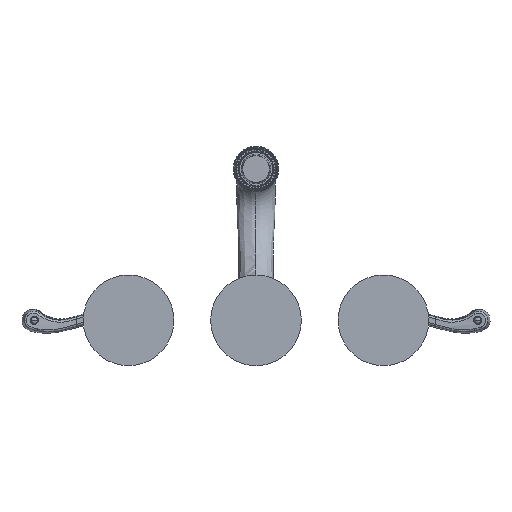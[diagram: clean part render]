
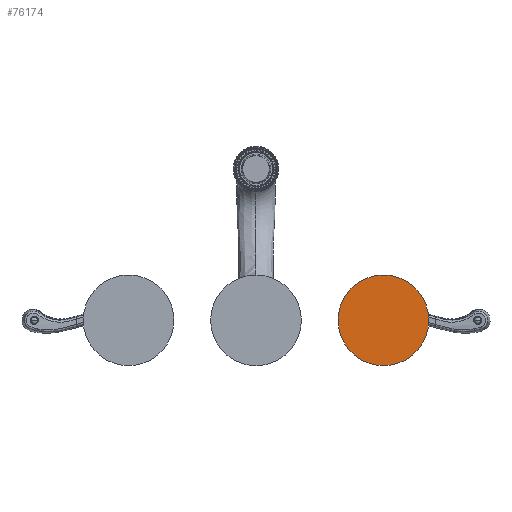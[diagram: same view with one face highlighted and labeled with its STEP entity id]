
A CAD part, front view. The second image highlights one B-rep face of the part: STEP entity #76174.
In plain terms, the highlighted planar face has unit normal (0, -1, 0).
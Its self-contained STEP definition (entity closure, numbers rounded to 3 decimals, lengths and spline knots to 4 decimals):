
#57652=CARTESIAN_POINT('',(4.,0.,0.));
#57653=DIRECTION('',(0.,1.,0.));
#57654=DIRECTION('',(-1.,0.,0.));
#57655=AXIS2_PLACEMENT_3D('',#57652,#57653,#57654);
#57657=CARTESIAN_POINT('',(4.,0.,0.));
#57658=DIRECTION('',(0.,1.,0.));
#57659=DIRECTION('',(1.,0.,0.));
#57660=AXIS2_PLACEMENT_3D('',#57657,#57658,#57659);
#63953=CARTESIAN_POINT('',(2.5775,0.,0.));
#63954=CARTESIAN_POINT('',(5.4225,0.,0.));
#63955=VERTEX_POINT('',#63953);
#63956=VERTEX_POINT('',#63954);
#76165=CARTESIAN_POINT('',(4.,0.,0.));
#76166=DIRECTION('',(0.,-1.,0.));
#76167=DIRECTION('',(-1.,0.,0.));
#76168=AXIS2_PLACEMENT_3D('',#76165,#76166,#76167);
#76169=PLANE('',#76168);
#76170=ORIENTED_EDGE('',*,*,#76132,.T.);
#76171=ORIENTED_EDGE('',*,*,#76160,.T.);
#76172=EDGE_LOOP('',(#76170,#76171));
#76173=FACE_OUTER_BOUND('',#76172,.F.);
#76174=ADVANCED_FACE('',(#76173),#76169,.T.);
#57656=CIRCLE('',#57655,1.4225);
#57661=CIRCLE('',#57660,1.4225);
#76132=EDGE_CURVE('',#63955,#63956,#57656,.T.);
#76160=EDGE_CURVE('',#63956,#63955,#57661,.T.);
